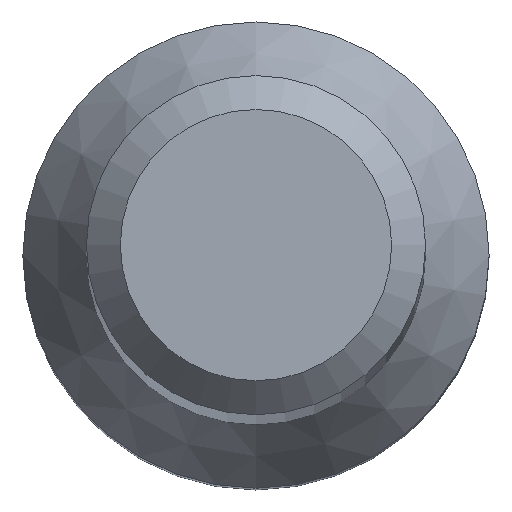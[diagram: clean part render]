
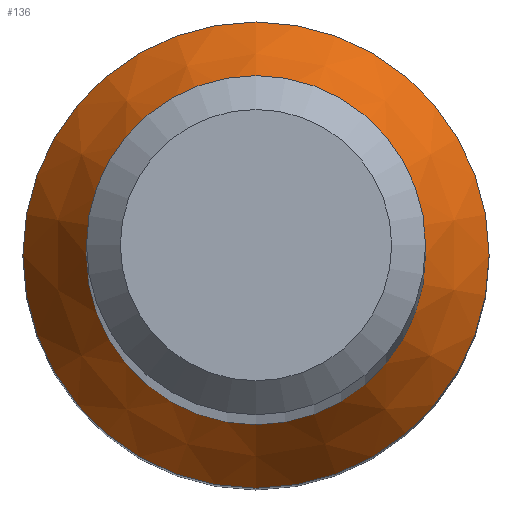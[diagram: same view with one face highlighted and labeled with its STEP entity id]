
A CAD part, top view. The second image highlights one B-rep face of the part: STEP entity #136.
In plain terms, the highlighted conical face has half-angle 30 degrees and reference radius 2.749 mm.
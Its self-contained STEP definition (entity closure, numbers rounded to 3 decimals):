
#9 = DIRECTION ( 'NONE',  ( 0., 1., 0. ) ) ;
#10 = DIRECTION ( 'NONE',  ( 0., 1., 0. ) ) ;
#30 = CONICAL_SURFACE ( 'NONE', #44, 2.749, 0.524 ) ;
#36 = EDGE_LOOP ( 'NONE', ( #199 ) ) ;
#44 = AXIS2_PLACEMENT_3D ( 'NONE', #64, #235, #10 ) ;
#63 = EDGE_CURVE ( 'NONE', #68, #68, #166, .T. ) ;
#64 = CARTESIAN_POINT ( 'NONE',  ( 0., 0., 12.695 ) ) ;
#68 = VERTEX_POINT ( 'NONE', #155 ) ;
#76 = CIRCLE ( 'NONE', #145, 2. ) ;
#82 = CARTESIAN_POINT ( 'NONE',  ( 0., 0., 13.992 ) ) ;
#95 = DIRECTION ( 'NONE',  ( 0., 1., 0. ) ) ;
#119 = CARTESIAN_POINT ( 'NONE',  ( 0., 0., 12.695 ) ) ;
#126 = CARTESIAN_POINT ( 'NONE',  ( 0., 2., 13.992 ) ) ;
#131 = EDGE_LOOP ( 'NONE', ( #202 ) ) ;
#136 = ADVANCED_FACE ( 'NONE', ( #241, #222 ), #30, .T. ) ;
#145 = AXIS2_PLACEMENT_3D ( 'NONE', #82, #185, #9 ) ;
#155 = CARTESIAN_POINT ( 'NONE',  ( 0., 2.749, 12.695 ) ) ;
#156 = EDGE_CURVE ( 'NONE', #213, #213, #76, .T. ) ;
#161 = AXIS2_PLACEMENT_3D ( 'NONE', #119, #240, #95 ) ;
#166 = CIRCLE ( 'NONE', #161, 2.749 ) ;
#185 = DIRECTION ( 'NONE',  ( 0., 0., -1. ) ) ;
#199 = ORIENTED_EDGE ( 'NONE', *, *, #156, .T. ) ;
#202 = ORIENTED_EDGE ( 'NONE', *, *, #63, .F. ) ;
#213 = VERTEX_POINT ( 'NONE', #126 ) ;
#222 = FACE_OUTER_BOUND ( 'NONE', #131, .T. ) ;
#235 = DIRECTION ( 'NONE',  ( 0., 0., -1. ) ) ;
#240 = DIRECTION ( 'NONE',  ( 0., 0., -1. ) ) ;
#241 = FACE_BOUND ( 'NONE', #36, .T. ) ;
